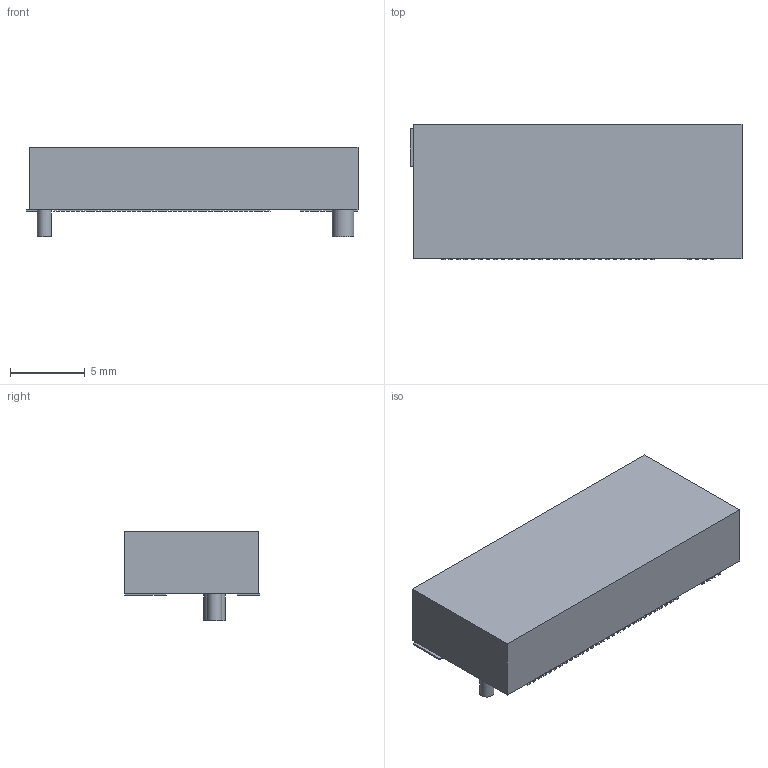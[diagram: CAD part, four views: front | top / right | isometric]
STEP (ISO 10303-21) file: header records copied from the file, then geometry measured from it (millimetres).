
FILE_DESCRIPTION(('FreeCAD Model'),'2;1');
FILE_NAME('1808785.1.1.stp','2020-04-10T17:22:42',( 'Author'),(''),'Open CASCADE STEP processor 6.9','FreeCAD','Unknown' );
FILE_SCHEMA(('AUTOMOTIVE_DESIGN { 1 0 10303 214 1 1 1 1 }'));
Length unit declared in the file: millimetre
Products named in the file (4): ASSEMBLY; Body; Pins; Lugs
Assembly tree (4 placements, depth 2):
  ASSEMBLY
    Body
    Pins
    Lugs  x2
Bounding box: 22.23 x 9.07 x 6 mm (x, y, z)
Volume: 843 mm3; surface area: 775.1 mm2
Topology: 74 solids, 74 shells, 432 faces, 852 edges, 568 vertices
Faces by surface type: plane 428, cylinder 4
Full cylindrical faces by diameter (mm): 0.95 x2, 1.45 x2
Entity records: 22335 total; most frequent: CARTESIAN_POINT 3533, DIRECTION 3404, LINE 2530, VECTOR 2530, ORIENTED_EDGE 1692, PCURVE 1692, DEFINITIONAL_REPRESENTATION 1692, EDGE_CURVE 846
